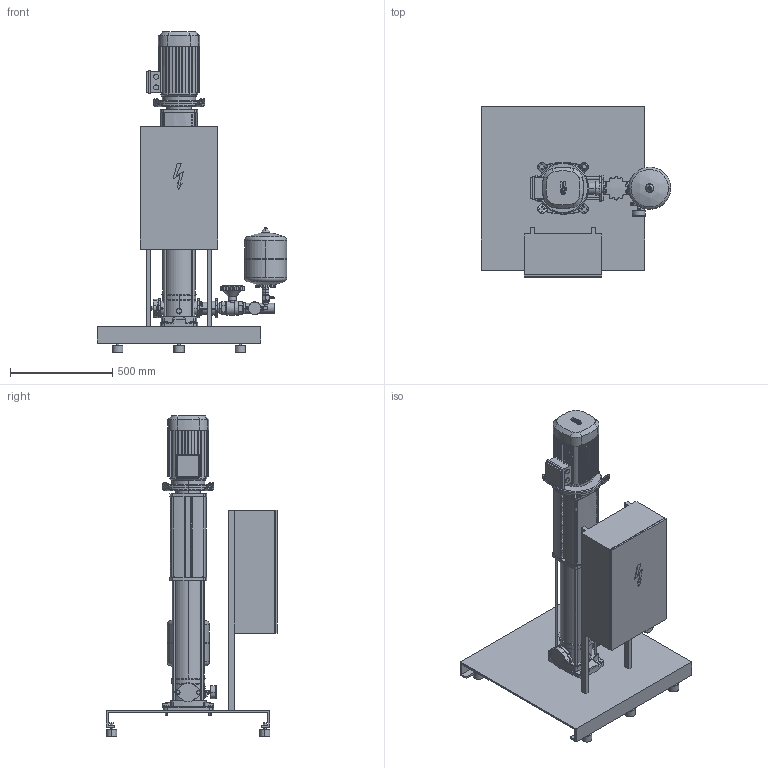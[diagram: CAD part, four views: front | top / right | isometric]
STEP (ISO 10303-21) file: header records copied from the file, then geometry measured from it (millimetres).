
FILE_DESCRIPTION((''),'2;1');
FILE_NAME('3d_CO-1HelixV1610_K_CE+-2532194.stp','2016-01-25T12:50:36',(''),(''),'Mechanical Desktop 2009','Mechanical Desktop 2009',', , ');
FILE_SCHEMA(('CONFIG_CONTROL_DESIGN'));
Length unit declared in the file: millimetre
Products named in the file (2): Product; A$C01B56DBC
Assembly tree (1 placements, depth 2):
  Product
    A$C01B56DBC
Bounding box: 927 x 837 x 1568.2 mm (x, y, z)
Volume: 97401061 mm3; surface area: 5402580.6 mm2
Topology: 52 solids, 52 shells, 2136 faces, 5610 edges, 3668 vertices
Faces by surface type: plane 994, bspline 523, cylinder 440, cone 108, torus 64, sphere 7
Entity records: 72162 total; most frequent: CARTESIAN_POINT 19232, ORIENTED_EDGE 11216, DIRECTION 10293, EDGE_CURVE 5608, VERTEX_POINT 3667, VECTOR 3665, LINE 3665, AXIS2_PLACEMENT_3D 3314
